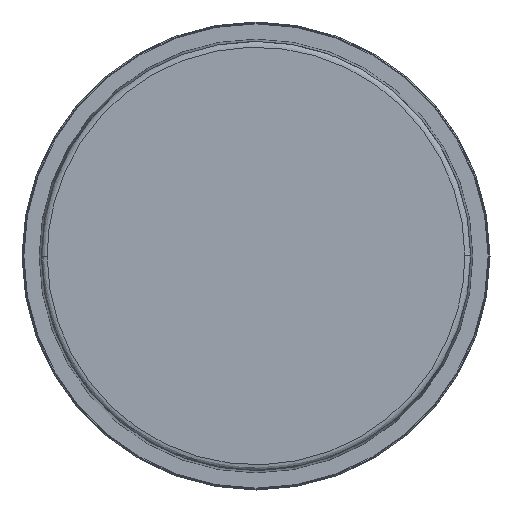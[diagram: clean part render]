
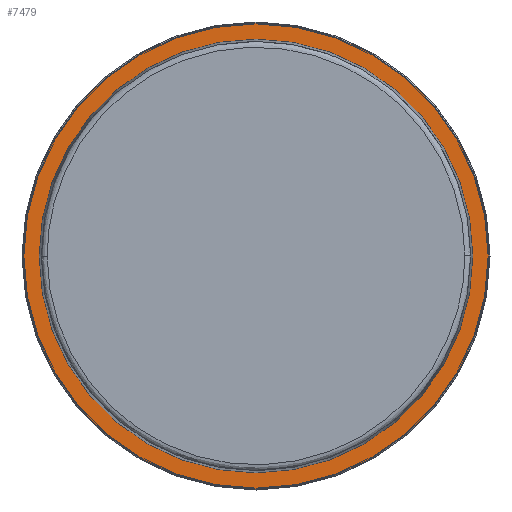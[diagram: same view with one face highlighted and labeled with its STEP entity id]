
A CAD part, front view. The second image highlights one B-rep face of the part: STEP entity #7479.
In plain terms, the highlighted planar face has unit normal (0, -1, 0).
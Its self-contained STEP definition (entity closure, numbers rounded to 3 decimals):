
#113 = VERTEX_POINT ( 'NONE', #4685 ) ;
#289 = CARTESIAN_POINT ( 'NONE',  ( 37.3, 5., 0. ) ) ;
#604 = DIRECTION ( 'NONE',  ( -1., 0., 0. ) ) ;
#698 = DIRECTION ( 'NONE',  ( 0., -1., 0. ) ) ;
#730 = CARTESIAN_POINT ( 'NONE',  ( 0., 5., 0. ) ) ;
#736 = ORIENTED_EDGE ( 'NONE', *, *, #7867, .T. ) ;
#958 = CARTESIAN_POINT ( 'NONE',  ( 0., 5., -40.075 ) ) ;
#1041 = VERTEX_POINT ( 'NONE', #289 ) ;
#1619 = AXIS2_PLACEMENT_3D ( 'NONE', #6022, #3920, #8055 ) ;
#2402 = ORIENTED_EDGE ( 'NONE', *, *, #5026, .T. ) ;
#2437 = AXIS2_PLACEMENT_3D ( 'NONE', #730, #4925, #604 ) ;
#3294 = DIRECTION ( 'NONE',  ( -1., 0., 0. ) ) ;
#3651 = CARTESIAN_POINT ( 'NONE',  ( 0., 5., 0. ) ) ;
#3843 = FACE_BOUND ( 'NONE', #9388, .T. ) ;
#3920 = DIRECTION ( 'NONE',  ( 0., -1., 0. ) ) ;
#4685 = CARTESIAN_POINT ( 'NONE',  ( -37.3, 5., 0. ) ) ;
#4895 = DIRECTION ( 'NONE',  ( 0., 0., -1. ) ) ;
#4925 = DIRECTION ( 'NONE',  ( 0., 1., 0. ) ) ;
#5026 = EDGE_CURVE ( 'NONE', #113, #1041, #6171, .T. ) ;
#5110 = VERTEX_POINT ( 'NONE', #9528 ) ;
#5570 = CARTESIAN_POINT ( 'NONE',  ( 0., 5., 0. ) ) ;
#5600 = CIRCLE ( 'NONE', #8713, 37.3 ) ;
#5828 = DIRECTION ( 'NONE',  ( 0., -1., 0. ) ) ;
#6022 = CARTESIAN_POINT ( 'NONE',  ( 41.678, 5., 41.707 ) ) ;
#6092 = PLANE ( 'NONE',  #1619 ) ;
#6171 = CIRCLE ( 'NONE', #2437, 37.3 ) ;
#7290 = CIRCLE ( 'NONE', #11885, 40.075 ) ;
#7302 = AXIS2_PLACEMENT_3D ( 'NONE', #3651, #5828, #7920 ) ;
#7479 = ADVANCED_FACE ( 'NONE', ( #3843, #8127 ), #6092, .T. ) ;
#7867 = EDGE_CURVE ( 'NONE', #1041, #113, #5600, .T. ) ;
#7920 = DIRECTION ( 'NONE',  ( 0., 0., -1. ) ) ;
#8055 = DIRECTION ( 'NONE',  ( -1., 0., 0. ) ) ;
#8124 = ORIENTED_EDGE ( 'NONE', *, *, #9061, .T. ) ;
#8127 = FACE_OUTER_BOUND ( 'NONE', #10546, .T. ) ;
#8409 = CIRCLE ( 'NONE', #7302, 40.075 ) ;
#8713 = AXIS2_PLACEMENT_3D ( 'NONE', #5570, #9652, #3294 ) ;
#9061 = EDGE_CURVE ( 'NONE', #13569, #5110, #7290, .T. ) ;
#9215 = EDGE_CURVE ( 'NONE', #5110, #13569, #8409, .T. ) ;
#9388 = EDGE_LOOP ( 'NONE', ( #2402, #736 ) ) ;
#9528 = CARTESIAN_POINT ( 'NONE',  ( 0., 5., 40.075 ) ) ;
#9652 = DIRECTION ( 'NONE',  ( 0., 1., 0. ) ) ;
#10144 = CARTESIAN_POINT ( 'NONE',  ( 0., 5., 0. ) ) ;
#10313 = ORIENTED_EDGE ( 'NONE', *, *, #9215, .T. ) ;
#10546 = EDGE_LOOP ( 'NONE', ( #8124, #10313 ) ) ;
#11885 = AXIS2_PLACEMENT_3D ( 'NONE', #10144, #698, #4895 ) ;
#13569 = VERTEX_POINT ( 'NONE', #958 ) ;
